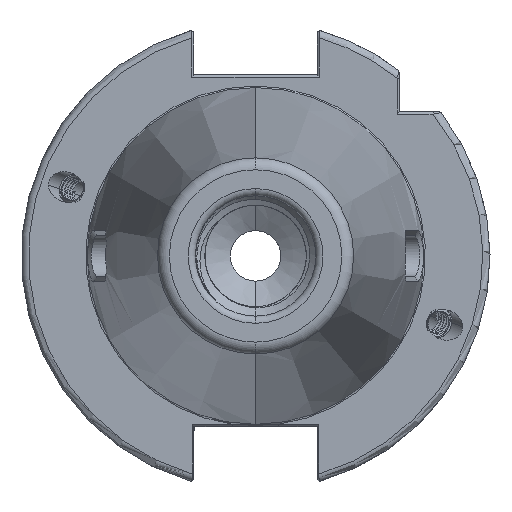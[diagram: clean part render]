
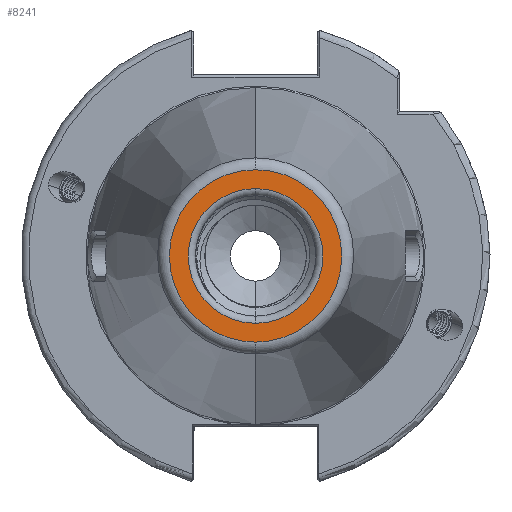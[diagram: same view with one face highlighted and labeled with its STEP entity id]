
A CAD part, left-side view. The second image highlights one B-rep face of the part: STEP entity #8241.
In plain terms, the highlighted planar face has unit normal (-1, 0, 0).
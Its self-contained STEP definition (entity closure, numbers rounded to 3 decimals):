
#757 = CARTESIAN_POINT ( 'NONE',  ( -104.95, 0., 0. ) ) ;
#776 = DIRECTION ( 'NONE',  ( -1., 0., 0. ) ) ;
#809 = DIRECTION ( 'NONE',  ( 0., 0., -1. ) ) ;
#1648 = EDGE_CURVE ( 'NONE', #17951, #17967, #13827, .T. ) ;
#2018 = CIRCLE ( 'NONE', #19271, 14.01 ) ;
#2291 = CIRCLE ( 'NONE', #19360, 17.925 ) ;
#2392 = CIRCLE ( 'NONE', #19379, 17.925 ) ;
#2786 = EDGE_CURVE ( 'NONE', #17967, #17951, #2018, .T. ) ;
#2941 = EDGE_CURVE ( 'NONE', #13350, #13370, #2291, .T. ) ;
#3058 = EDGE_CURVE ( 'NONE', #13370, #13350, #2392, .T. ) ;
#8241 = ADVANCED_FACE ( 'NONE', ( #21833, #21834 ), #10946, .F. ) ;
#9958 = CARTESIAN_POINT ( 'NONE',  ( -104.95, 0., 0. ) ) ;
#9959 = DIRECTION ( 'NONE',  ( 0., 0., -1. ) ) ;
#9977 = DIRECTION ( 'NONE',  ( 1., 0., 0. ) ) ;
#10225 = DIRECTION ( 'NONE',  ( 0., 0., -1. ) ) ;
#10231 = CARTESIAN_POINT ( 'NONE',  ( -104.95, 0., 0. ) ) ;
#10253 = DIRECTION ( 'NONE',  ( 1., 0., 0. ) ) ;
#10946 = PLANE ( 'NONE',  #19521 ) ;
#10948 = DIRECTION ( 'NONE',  ( 0., 0., -1. ) ) ;
#10952 = DIRECTION ( 'NONE',  ( 1., 0., 0. ) ) ;
#10961 = CARTESIAN_POINT ( 'NONE',  ( -104.95, 0., 0. ) ) ;
#13350 = VERTEX_POINT ( 'NONE', #20705 ) ;
#13370 = VERTEX_POINT ( 'NONE', #20843 ) ;
#13827 = CIRCLE ( 'NONE', #19321, 14.01 ) ;
#14265 = ORIENTED_EDGE ( 'NONE', *, *, #2786, .T. ) ;
#14277 = ORIENTED_EDGE ( 'NONE', *, *, #1648, .T. ) ;
#14279 = ORIENTED_EDGE ( 'NONE', *, *, #3058, .T. ) ;
#14290 = ORIENTED_EDGE ( 'NONE', *, *, #2941, .T. ) ;
#14410 = EDGE_LOOP ( 'NONE', ( #14265, #14277 ) ) ;
#14428 = EDGE_LOOP ( 'NONE', ( #14279, #14290 ) ) ;
#15938 = CARTESIAN_POINT ( 'NONE',  ( -104.95, 0., -14.01 ) ) ;
#15950 = CARTESIAN_POINT ( 'NONE',  ( -104.95, 0., 14.01 ) ) ;
#17951 = VERTEX_POINT ( 'NONE', #15950 ) ;
#17967 = VERTEX_POINT ( 'NONE', #15938 ) ;
#18701 = DIRECTION ( 'NONE',  ( -1., 0., 0. ) ) ;
#18726 = CARTESIAN_POINT ( 'NONE',  ( -104.95, 0., 0. ) ) ;
#18727 = DIRECTION ( 'NONE',  ( 0., 0., -1. ) ) ;
#19271 = AXIS2_PLACEMENT_3D ( 'NONE', #10231, #10253, #10225 ) ;
#19321 = AXIS2_PLACEMENT_3D ( 'NONE', #9958, #9977, #9959 ) ;
#19360 = AXIS2_PLACEMENT_3D ( 'NONE', #18726, #18701, #18727 ) ;
#19379 = AXIS2_PLACEMENT_3D ( 'NONE', #757, #776, #809 ) ;
#19521 = AXIS2_PLACEMENT_3D ( 'NONE', #10961, #10952, #10948 ) ;
#20705 = CARTESIAN_POINT ( 'NONE',  ( -104.95, 0., 17.925 ) ) ;
#20843 = CARTESIAN_POINT ( 'NONE',  ( -104.95, 0., -17.925 ) ) ;
#21833 = FACE_BOUND ( 'NONE', #14410, .T. ) ;
#21834 = FACE_OUTER_BOUND ( 'NONE', #14428, .T. ) ;
